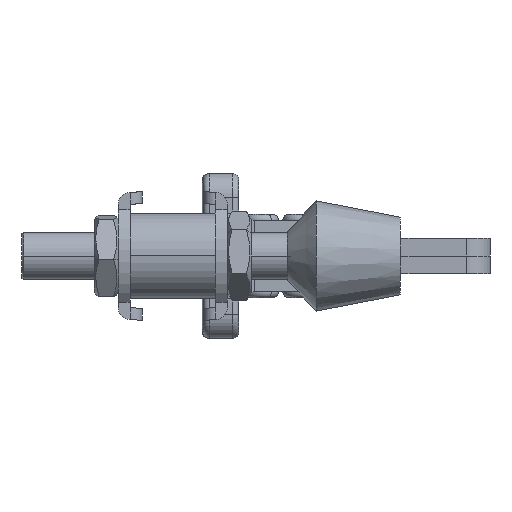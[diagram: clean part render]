
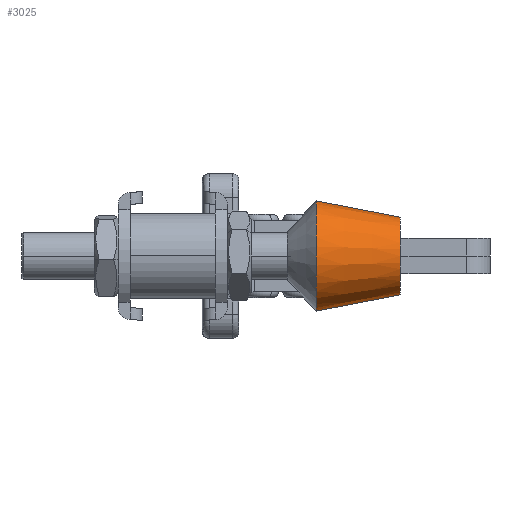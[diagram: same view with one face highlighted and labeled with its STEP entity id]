
A CAD part, left-side view. The second image highlights one B-rep face of the part: STEP entity #3025.
In plain terms, the highlighted conical face has half-angle 11 degrees and reference radius 6.5 mm.
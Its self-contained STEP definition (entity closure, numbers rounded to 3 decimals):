
#3025 = ADVANCED_FACE ( 'NONE', ( #7386 ), #7380, .T. ) ;
#4426 = CIRCLE ( 'NONE', #26830, 6.5 ) ;
#4664 = VECTOR ( 'NONE', #11463, 1000. ) ;
#4669 = LINE ( 'NONE', #11466, #4664 ) ;
#4729 = VECTOR ( 'NONE', #11691, 1000. ) ;
#4737 = LINE ( 'NONE', #11735, #4729 ) ;
#4742 = CIRCLE ( 'NONE', #26833, 9.243 ) ;
#7380 = CONICAL_SURFACE ( 'NONE', #26592, 6.5, 0.192 ) ;
#7386 = FACE_OUTER_BOUND ( 'NONE', #10472, .T. ) ;
#10048 = DIRECTION ( 'NONE',  ( 0., 0., -1. ) ) ;
#10050 = DIRECTION ( 'NONE',  ( 0., -1., 0. ) ) ;
#10051 = CARTESIAN_POINT ( 'NONE',  ( 0., 14.111, 0. ) ) ;
#10063 = DIRECTION ( 'NONE',  ( 0., 0., -1. ) ) ;
#10064 = DIRECTION ( 'NONE',  ( 0., -1., 0. ) ) ;
#10066 = CARTESIAN_POINT ( 'NONE',  ( 0., 0., 0. ) ) ;
#10472 = EDGE_LOOP ( 'NONE', ( #24662, #24661, #24756, #24605 ) ) ;
#11019 = VERTEX_POINT ( 'NONE', #18795 ) ;
#11257 = VERTEX_POINT ( 'NONE', #18277 ) ;
#11262 = VERTEX_POINT ( 'NONE', #18272 ) ;
#11276 = VERTEX_POINT ( 'NONE', #18234 ) ;
#11463 = DIRECTION ( 'NONE',  ( 0., 0.982, 0.191 ) ) ;
#11466 = CARTESIAN_POINT ( 'NONE',  ( 0., 0., 6.5 ) ) ;
#11691 = DIRECTION ( 'NONE',  ( 0., 0.982, -0.191 ) ) ;
#11735 = CARTESIAN_POINT ( 'NONE',  ( 0., 0., -6.5 ) ) ;
#18234 = CARTESIAN_POINT ( 'NONE',  ( 0., 14.111, 9.243 ) ) ;
#18272 = CARTESIAN_POINT ( 'NONE',  ( 0., 0., 6.5 ) ) ;
#18277 = CARTESIAN_POINT ( 'NONE',  ( 0., 0., -6.5 ) ) ;
#18795 = CARTESIAN_POINT ( 'NONE',  ( 0., 14.111, -9.243 ) ) ;
#20901 = CARTESIAN_POINT ( 'NONE',  ( 0., 0., 0. ) ) ;
#20902 = DIRECTION ( 'NONE',  ( 0., 1., 0. ) ) ;
#20909 = DIRECTION ( 'NONE',  ( 0., 0., 1. ) ) ;
#24605 = ORIENTED_EDGE ( 'NONE', *, *, #28230, .T. ) ;
#24661 = ORIENTED_EDGE ( 'NONE', *, *, #28226, .F. ) ;
#24662 = ORIENTED_EDGE ( 'NONE', *, *, #28113, .F. ) ;
#24756 = ORIENTED_EDGE ( 'NONE', *, *, #28146, .T. ) ;
#26592 = AXIS2_PLACEMENT_3D ( 'NONE', #20901, #20902, #20909 ) ;
#26830 = AXIS2_PLACEMENT_3D ( 'NONE', #10066, #10064, #10063 ) ;
#26833 = AXIS2_PLACEMENT_3D ( 'NONE', #10051, #10050, #10048 ) ;
#28113 = EDGE_CURVE ( 'NONE', #11257, #11019, #4737, .T. ) ;
#28146 = EDGE_CURVE ( 'NONE', #11262, #11276, #4669, .T. ) ;
#28226 = EDGE_CURVE ( 'NONE', #11262, #11257, #4426, .T. ) ;
#28230 = EDGE_CURVE ( 'NONE', #11276, #11019, #4742, .T. ) ;
